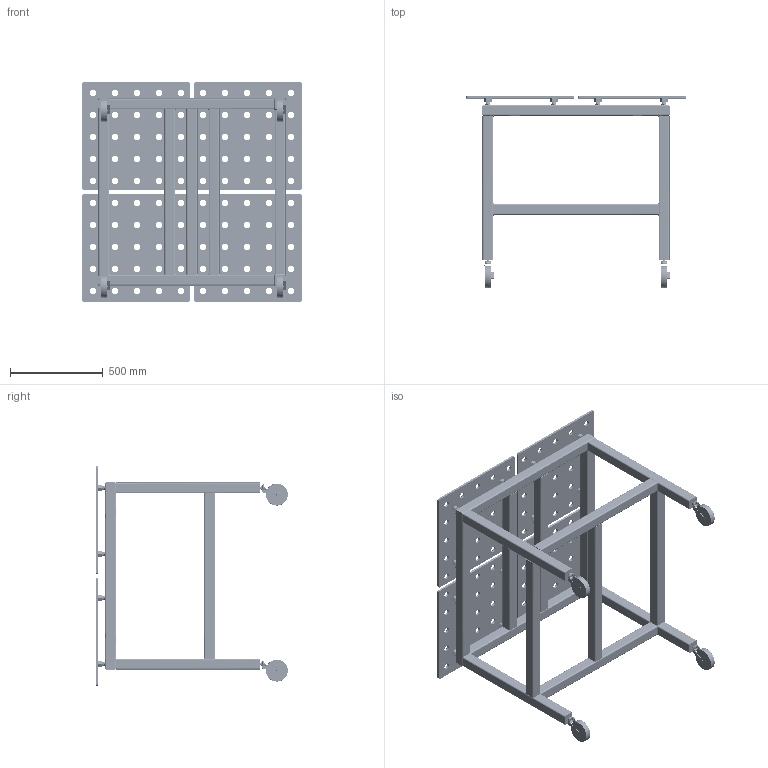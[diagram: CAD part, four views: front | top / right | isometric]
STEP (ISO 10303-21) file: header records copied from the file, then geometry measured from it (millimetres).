
FILE_DESCRIPTION(('FreeCAD Model'),'2;1');
FILE_NAME('Open CASCADE Shape Model','2025-05-09T03:42:30',('FreeCAD'),( 'FreeCAD'),'Open CASCADE STEP processor 7.6','FreeCAD','Unknown');
FILE_SCHEMA(('AUTOMOTIVE_DESIGN { 1 0 10303 214 1 1 1 1 }'));
Products named in the file (1): Open CASCADE STEP translator 7.6 1
Bounding box: 1189.36 x 1036.18 x 1189.36 mm (x, y, z)
Volume: 27013254.8 mm3; surface area: 9011696.8 mm2
Topology: 115 solids, 222 shells, 5566 faces, 14274 edges, 9045 vertices
Faces by surface type: bspline 5566
Entity records: 403091 total; most frequent: CARTESIAN_POINT 320831, ORIENTED_EDGE 27839, EDGE_CURVE 14242, B_SPLINE_CURVE_WITH_KNOTS 11103, VERTEX_POINT 9045, FACE_BOUND 6056, EDGE_LOOP 6056, ADVANCED_FACE 5566
